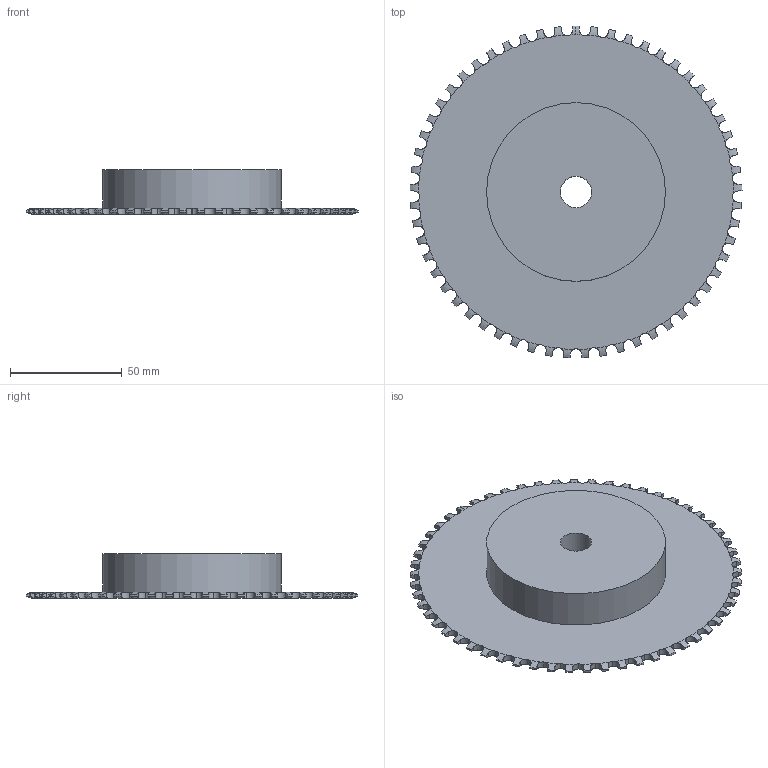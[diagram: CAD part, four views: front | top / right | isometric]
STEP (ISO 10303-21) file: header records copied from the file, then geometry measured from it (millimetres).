
FILE_DESCRIPTION(('FreeCAD Model'),'2;1');
FILE_NAME('Open CASCADE Shape Model','2021-03-07T16:47:35',( 'Simone Bignetti'),(''),'Open CASCADE STEP processor 7.4','FreeCAD', 'Unknown');
FILE_SCHEMA(('AUTOMOTIVE_DESIGN { 1 0 10303 214 1 1 1 1 }'));
Products named in the file (1): Hole
Bounding box: 148.6 x 148.55 x 20 mm (x, y, z)
Volume: 128570.8 mm3; surface area: 39163.3 mm2
Topology: 1 solids, 1 shells, 407 faces, 1324 edges, 921 vertices
Faces by surface type: cylinder 287, revolution 116, plane 4
Full cylindrical faces by diameter (mm): 14 x1, 80 x1
Entity records: 48402 total; most frequent: CARTESIAN_POINT 24587, DIRECTION 3886, ORIENTED_EDGE 2648, PCURVE 2648, DEFINITIONAL_REPRESENTATION 2648, LINE 1559, VECTOR 1559, B_SPLINE_CURVE_WITH_KNOTS 1368
